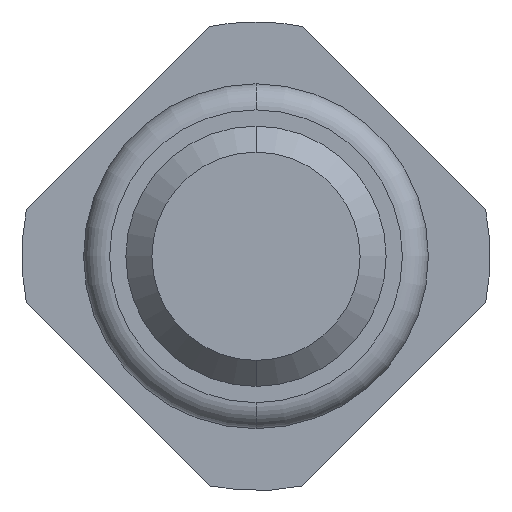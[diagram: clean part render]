
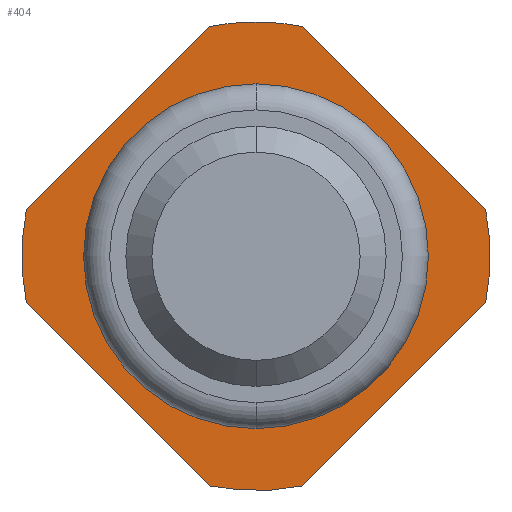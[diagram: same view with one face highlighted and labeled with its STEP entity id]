
A CAD part, front view. The second image highlights one B-rep face of the part: STEP entity #404.
In plain terms, the highlighted planar face has unit normal (0, -1, 0).
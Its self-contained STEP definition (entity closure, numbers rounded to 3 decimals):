
#18 = DIRECTION ( 'NONE',  ( 0., 0., 1. ) ) ;
#216 = DIRECTION ( 'NONE',  ( -0.707, 0., -0.707 ) ) ;
#243 = AXIS2_PLACEMENT_3D ( 'NONE', #2041, #5189, #5716 ) ;
#274 = VERTEX_POINT ( 'NONE', #5068 ) ;
#292 = AXIS2_PLACEMENT_3D ( 'NONE', #6613, #3941, #4980 ) ;
#359 = EDGE_CURVE ( 'Defeature ausgef�hrt2_98+Defeature ausgef�hrt2_95+Defeature ausgef�hrt2_111+Defeature ausgef�hrt2_112', #6086, #3799, #1909, .T. ) ;
#383 = CIRCLE ( 'NONE', #6158, 1.8 ) ;
#386 = ORIENTED_EDGE ( 'NONE', *, *, #1427, .F. ) ;
#404 = ADVANCED_FACE ( 'Defeature ausgef�hrt2_95', ( #2924, #4157 ), #3593, .F. ) ;
#418 = CIRCLE ( 'NONE', #2123, 1.325 ) ;
#581 = VERTEX_POINT ( 'NONE', #1733 ) ;
#673 = EDGE_LOOP ( 'NONE', ( #2328, #1071, #1907, #6488, #5544, #3742, #386, #3981, #5541 ) ) ;
#701 = EDGE_CURVE ( 'Defeature ausgef�hrt2_95+Defeature ausgef�hrt2_107+Defeature ausgef�hrt2_107+Defeature ausgef�hrt2_107', #3728, #2344, #4800, .T. ) ;
#770 = DIRECTION ( 'NONE',  ( 0., 0., 1. ) ) ;
#786 = DIRECTION ( 'NONE',  ( 0., 0., 1. ) ) ;
#1013 = VERTEX_POINT ( 'NONE', #4716 ) ;
#1052 = CARTESIAN_POINT ( 'NONE',  ( 0., -2., -1.325 ) ) ;
#1071 = ORIENTED_EDGE ( 'NONE', *, *, #3949, .F. ) ;
#1201 = DIRECTION ( 'NONE',  ( 0.707, 0., -0.707 ) ) ;
#1222 = CARTESIAN_POINT ( 'NONE',  ( 1.961, -2., -0.161 ) ) ;
#1369 = EDGE_CURVE ( 'Defeature ausgef�hrt2_96+Defeature ausgef�hrt2_95+Defeature ausgef�hrt2_113+Defeature ausgef�hrt2_110', #3953, #5363, #4066, .T. ) ;
#1408 = CARTESIAN_POINT ( 'NONE',  ( -1.764, -2., -0.357 ) ) ;
#1427 = EDGE_CURVE ( 'Defeature ausgef�hrt2_99+Defeature ausgef�hrt2_95+Defeature ausgef�hrt2_110+Defeature ausgef�hrt2_111', #4376, #274, #5445, .T. ) ;
#1522 = CARTESIAN_POINT ( 'NONE',  ( -0.357, -2., 1.764 ) ) ;
#1617 = LINE ( 'NONE', #5078, #5490 ) ;
#1626 = CARTESIAN_POINT ( 'NONE',  ( 0.357, -2., -1.764 ) ) ;
#1733 = CARTESIAN_POINT ( 'NONE',  ( 0.357, -2., 1.764 ) ) ;
#1780 = CARTESIAN_POINT ( 'NONE',  ( 0., -2., 0. ) ) ;
#1784 = VECTOR ( 'NONE', #216, 1000. ) ;
#1855 = CARTESIAN_POINT ( 'NONE',  ( 0., -2., 0. ) ) ;
#1907 = ORIENTED_EDGE ( 'NONE', *, *, #6403, .F. ) ;
#1909 = CIRCLE ( 'NONE', #5886, 1.8 ) ;
#2041 = CARTESIAN_POINT ( 'NONE',  ( 1.8, -2., 0. ) ) ;
#2123 = AXIS2_PLACEMENT_3D ( 'NONE', #3271, #3405, #3216 ) ;
#2154 = ORIENTED_EDGE ( 'NONE', *, *, #701, .T. ) ;
#2197 = VERTEX_POINT ( 'NONE', #1522 ) ;
#2204 = DIRECTION ( 'NONE',  ( 0., 0., 1. ) ) ;
#2214 = CARTESIAN_POINT ( 'NONE',  ( -0.161, -2., -1.961 ) ) ;
#2328 = ORIENTED_EDGE ( 'NONE', *, *, #6441, .F. ) ;
#2344 = VERTEX_POINT ( 'NONE', #4806 ) ;
#2568 = AXIS2_PLACEMENT_3D ( 'NONE', #4822, #2813, #2204 ) ;
#2638 = LINE ( 'NONE', #1222, #1784 ) ;
#2648 = DIRECTION ( 'NONE',  ( 0., 1., 0. ) ) ;
#2700 = CARTESIAN_POINT ( 'NONE',  ( 1.764, -2., -0.357 ) ) ;
#2775 = DIRECTION ( 'NONE',  ( -0.707, 0., 0.707 ) ) ;
#2813 = DIRECTION ( 'NONE',  ( 0., 1., 0. ) ) ;
#2924 = FACE_BOUND ( 'NONE', #5616, .T. ) ;
#2937 = DIRECTION ( 'NONE',  ( 0., 1., 0. ) ) ;
#2975 = EDGE_CURVE ( 'Defeature ausgef�hrt2_110+Defeature ausgef�hrt2_95+Defeature ausgef�hrt2_96+Defeature ausgef�hrt2_99', #5363, #4376, #2638, .T. ) ;
#3216 = DIRECTION ( 'NONE',  ( 0., 0., 1. ) ) ;
#3227 = ORIENTED_EDGE ( 'NONE', *, *, #5138, .T. ) ;
#3267 = AXIS2_PLACEMENT_3D ( 'NONE', #1780, #4431, #5996 ) ;
#3271 = CARTESIAN_POINT ( 'NONE',  ( 0., -2., 0. ) ) ;
#3321 = CARTESIAN_POINT ( 'NONE',  ( 1.961, -2., 0.161 ) ) ;
#3335 = VECTOR ( 'NONE', #2775, 1000. ) ;
#3405 = DIRECTION ( 'NONE',  ( 0., 1., 0. ) ) ;
#3415 = DIRECTION ( 'NONE',  ( 0., 1., 0. ) ) ;
#3496 = LINE ( 'NONE', #2214, #3335 ) ;
#3593 = PLANE ( 'NONE',  #243 ) ;
#3728 = VERTEX_POINT ( 'NONE', #1052 ) ;
#3742 = ORIENTED_EDGE ( 'NONE', *, *, #4403, .F. ) ;
#3799 = VERTEX_POINT ( 'NONE', #5266 ) ;
#3941 = DIRECTION ( 'NONE',  ( 0., 1., 0. ) ) ;
#3949 = EDGE_CURVE ( 'Defeature ausgef�hrt2_97+Defeature ausgef�hrt2_95+Defeature ausgef�hrt2_112+Defeature ausgef�hrt2_113', #1013, #581, #383, .T. ) ;
#3953 = VERTEX_POINT ( 'NONE', #5035 ) ;
#3981 = ORIENTED_EDGE ( 'NONE', *, *, #2975, .F. ) ;
#4006 = EDGE_CURVE ( 'Defeature ausgef�hrt2_112+Defeature ausgef�hrt2_95+Defeature ausgef�hrt2_98+Defeature ausgef�hrt2_97', #3799, #2197, #1617, .T. ) ;
#4038 = DIRECTION ( 'NONE',  ( 0.707, 0., 0.707 ) ) ;
#4066 = CIRCLE ( 'NONE', #6057, 1.8 ) ;
#4138 = CIRCLE ( 'NONE', #2568, 1.8 ) ;
#4157 = FACE_OUTER_BOUND ( 'NONE', #673, .T. ) ;
#4232 = CARTESIAN_POINT ( 'NONE',  ( 0., -2., 0. ) ) ;
#4376 = VERTEX_POINT ( 'NONE', #1626 ) ;
#4403 = EDGE_CURVE ( 'Defeature ausgef�hrt2_111+Defeature ausgef�hrt2_95+Defeature ausgef�hrt2_99+Defeature ausgef�hrt2_98', #274, #6086, #3496, .T. ) ;
#4431 = DIRECTION ( 'NONE',  ( 0., 1., 0. ) ) ;
#4716 = CARTESIAN_POINT ( 'NONE',  ( 0., -2., 1.8 ) ) ;
#4800 = CIRCLE ( 'NONE', #3267, 1.325 ) ;
#4806 = CARTESIAN_POINT ( 'NONE',  ( 0., -2., 1.325 ) ) ;
#4822 = CARTESIAN_POINT ( 'NONE',  ( 0., -2., 0. ) ) ;
#4980 = DIRECTION ( 'NONE',  ( 0., 0., 1. ) ) ;
#5035 = CARTESIAN_POINT ( 'NONE',  ( 1.764, -2., 0.357 ) ) ;
#5068 = CARTESIAN_POINT ( 'NONE',  ( -0.357, -2., -1.764 ) ) ;
#5078 = CARTESIAN_POINT ( 'NONE',  ( -0.161, -2., 1.961 ) ) ;
#5138 = EDGE_CURVE ( 'Defeature ausgef�hrt2_95+Defeature ausgef�hrt2_107+Defeature ausgef�hrt2_107+Defeature ausgef�hrt2_107', #2344, #3728, #418, .T. ) ;
#5189 = DIRECTION ( 'NONE',  ( 0., 1., 0. ) ) ;
#5266 = CARTESIAN_POINT ( 'NONE',  ( -1.764, -2., 0.357 ) ) ;
#5363 = VERTEX_POINT ( 'NONE', #2700 ) ;
#5445 = CIRCLE ( 'NONE', #292, 1.8 ) ;
#5490 = VECTOR ( 'NONE', #4038, 1000. ) ;
#5541 = ORIENTED_EDGE ( 'NONE', *, *, #1369, .F. ) ;
#5544 = ORIENTED_EDGE ( 'NONE', *, *, #359, .F. ) ;
#5610 = VECTOR ( 'NONE', #1201, 1000. ) ;
#5616 = EDGE_LOOP ( 'NONE', ( #3227, #2154 ) ) ;
#5685 = LINE ( 'NONE', #3321, #5610 ) ;
#5716 = DIRECTION ( 'NONE',  ( 0., 0., 1. ) ) ;
#5886 = AXIS2_PLACEMENT_3D ( 'NONE', #4232, #2648, #18 ) ;
#5996 = DIRECTION ( 'NONE',  ( 0., 0., 1. ) ) ;
#6057 = AXIS2_PLACEMENT_3D ( 'NONE', #6544, #3415, #786 ) ;
#6086 = VERTEX_POINT ( 'NONE', #1408 ) ;
#6158 = AXIS2_PLACEMENT_3D ( 'NONE', #1855, #2937, #770 ) ;
#6403 = EDGE_CURVE ( 'Defeature ausgef�hrt2_97+Defeature ausgef�hrt2_95+Defeature ausgef�hrt2_112+Defeature ausgef�hrt2_113', #2197, #1013, #4138, .T. ) ;
#6441 = EDGE_CURVE ( 'Defeature ausgef�hrt2_113+Defeature ausgef�hrt2_95+Defeature ausgef�hrt2_97+Defeature ausgef�hrt2_96', #581, #3953, #5685, .T. ) ;
#6488 = ORIENTED_EDGE ( 'NONE', *, *, #4006, .F. ) ;
#6544 = CARTESIAN_POINT ( 'NONE',  ( 0., -2., 0. ) ) ;
#6613 = CARTESIAN_POINT ( 'NONE',  ( 0., -2., 0. ) ) ;
